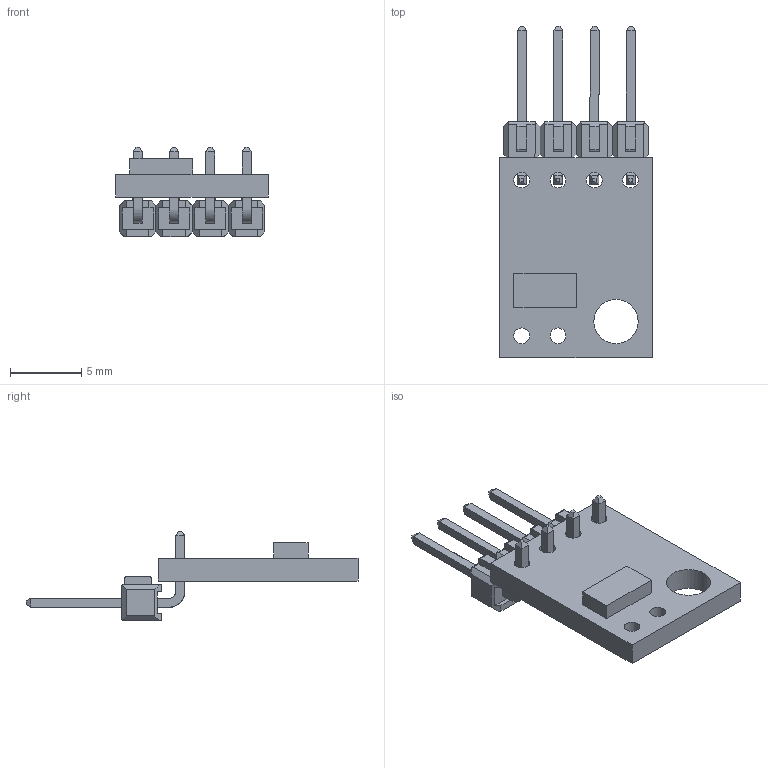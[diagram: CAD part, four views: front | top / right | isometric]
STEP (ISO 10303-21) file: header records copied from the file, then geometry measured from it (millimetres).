
FILE_DESCRIPTION(/* description */ (''),/* implementation_level */ '2;1');
FILE_NAME(/* name */ 'TOF assembly_.step',/* time_stamp */ '2023-06-23T19:44:04+05:30',/* author */ (''),/* organization */ (''),/* preprocessor_version */ 'ST-DEVELOPER v19.2',/* originating_system */ 'Autodesk Translation Framework v12.6.0.85',/* authorisation */ '');
FILE_SCHEMA (('AUTOMOTIVE_DESIGN { 1 0 10303 214 3 1 1 }'));
Length unit declared in the file: millimetre
Products named in the file (3): TOF assembly; Pin Header 1x4 TH Angle Pitch 2.54mm; TOF VL53L0X
Assembly tree (2 placements, depth 2):
  TOF assembly
    Pin Header 1x4 TH Angle Pitch 2.54mm
    TOF VL53L0X
Bounding box: 10.7 x 23.25 x 6.29 mm (x, y, z)
Volume: 309.8 mm3; surface area: 754.1 mm2
Topology: 8 solids, 22 shells, 198 faces, 533 edges, 366 vertices
Faces by surface type: plane 167, cylinder 23, bspline 8
Full cylindrical faces by diameter (mm): 1.1 x6, 3.1 x1
Entity records: 6562 total; most frequent: CARTESIAN_POINT 1437, ORIENTED_EDGE 1002, DIRECTION 967, EDGE_CURVE 533, LINE 445, VECTOR 445, VERTEX_POINT 366, AXIS2_PLACEMENT_3D 261
